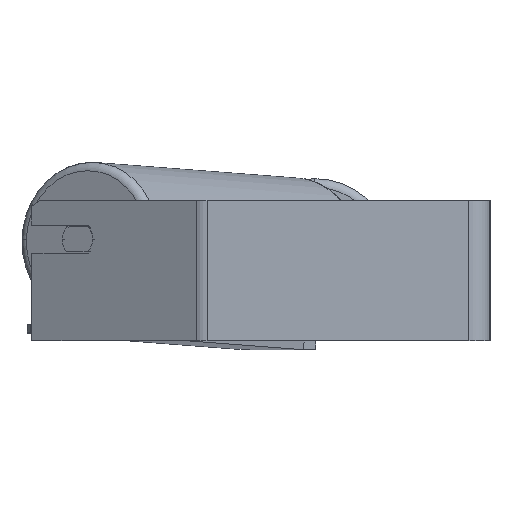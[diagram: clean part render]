
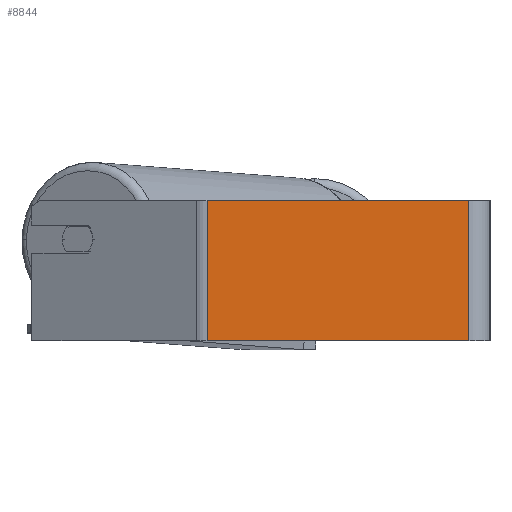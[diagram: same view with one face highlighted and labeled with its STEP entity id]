
A CAD part, left-side view. The second image highlights one B-rep face of the part: STEP entity #8844.
In plain terms, the highlighted planar face has unit normal (-1, 0, 0).
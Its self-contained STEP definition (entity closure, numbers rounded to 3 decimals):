
#66 = FACE_OUTER_BOUND ( 'NONE', #5499, .T. ) ;
#597 = DIRECTION ( 'NONE',  ( 0., -1., 0. ) ) ;
#853 = ORIENTED_EDGE ( 'NONE', *, *, #3839, .F. ) ;
#1160 = VERTEX_POINT ( 'NONE', #7601 ) ;
#1197 = AXIS2_PLACEMENT_3D ( 'NONE', #5704, #4337, #7087 ) ;
#2091 = LINE ( 'NONE', #2846, #3331 ) ;
#2127 = DIRECTION ( 'NONE',  ( 0., -1., 0. ) ) ;
#2173 = CARTESIAN_POINT ( 'NONE',  ( -415., 164.758, -40. ) ) ;
#2295 = EDGE_CURVE ( 'NONE', #4752, #3891, #6985, .T. ) ;
#2367 = VECTOR ( 'NONE', #597, 1000. ) ;
#2382 = EDGE_CURVE ( 'NONE', #1160, #4752, #2091, .T. ) ;
#2396 = CARTESIAN_POINT ( 'NONE',  ( -415., 12., -40. ) ) ;
#2790 = LINE ( 'NONE', #3522, #8162 ) ;
#2846 = CARTESIAN_POINT ( 'NONE',  ( -415., 161.542, 40. ) ) ;
#2911 = CARTESIAN_POINT ( 'NONE',  ( -415., 12., 40. ) ) ;
#3180 = ORIENTED_EDGE ( 'NONE', *, *, #2382, .T. ) ;
#3331 = VECTOR ( 'NONE', #4978, 1000. ) ;
#3522 = CARTESIAN_POINT ( 'NONE',  ( -415., 12., 40. ) ) ;
#3839 = EDGE_CURVE ( 'NONE', #6788, #3891, #2790, .T. ) ;
#3891 = VERTEX_POINT ( 'NONE', #2396 ) ;
#4286 = DIRECTION ( 'NONE',  ( 0., 0., -1. ) ) ;
#4337 = DIRECTION ( 'NONE',  ( 1., 0., 0. ) ) ;
#4752 = VERTEX_POINT ( 'NONE', #6487 ) ;
#4976 = PLANE ( 'NONE',  #1197 ) ;
#4978 = DIRECTION ( 'NONE',  ( 0., 0., -1. ) ) ;
#5499 = EDGE_LOOP ( 'NONE', ( #8094, #853, #6421, #3180 ) ) ;
#5704 = CARTESIAN_POINT ( 'NONE',  ( -415., 164.758, 40. ) ) ;
#6421 = ORIENTED_EDGE ( 'NONE', *, *, #7981, .F. ) ;
#6487 = CARTESIAN_POINT ( 'NONE',  ( -415., 161.542, -40. ) ) ;
#6788 = VERTEX_POINT ( 'NONE', #2911 ) ;
#6985 = LINE ( 'NONE', #2173, #8309 ) ;
#7087 = DIRECTION ( 'NONE',  ( 0., 0., -1. ) ) ;
#7568 = CARTESIAN_POINT ( 'NONE',  ( -415., 164.758, 40. ) ) ;
#7601 = CARTESIAN_POINT ( 'NONE',  ( -415., 161.542, 40. ) ) ;
#7691 = LINE ( 'NONE', #7568, #2367 ) ;
#7981 = EDGE_CURVE ( 'NONE', #1160, #6788, #7691, .T. ) ;
#8094 = ORIENTED_EDGE ( 'NONE', *, *, #2295, .T. ) ;
#8162 = VECTOR ( 'NONE', #4286, 1000. ) ;
#8309 = VECTOR ( 'NONE', #2127, 1000. ) ;
#8844 = ADVANCED_FACE ( 'NONE', ( #66 ), #4976, .F. ) ;
